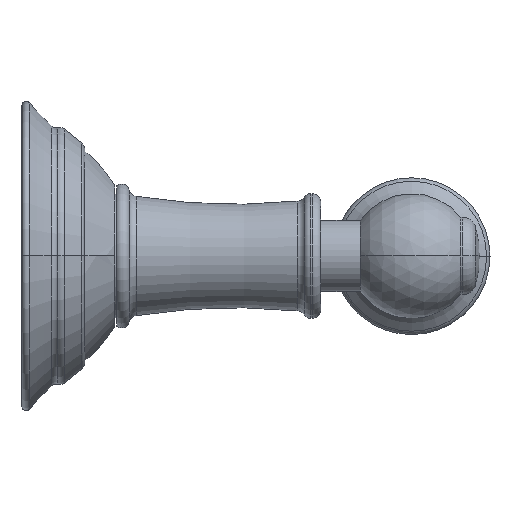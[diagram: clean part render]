
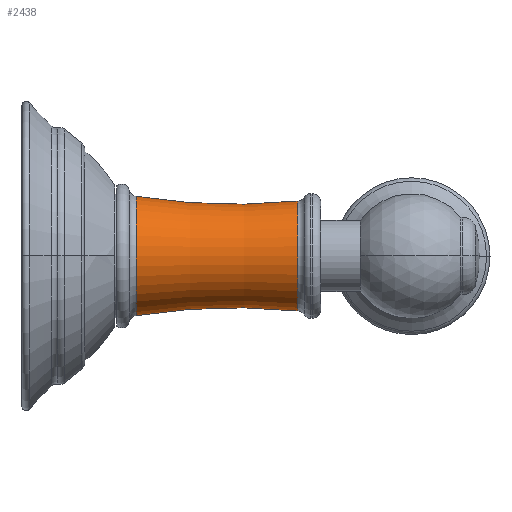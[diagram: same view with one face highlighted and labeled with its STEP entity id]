
A CAD part, top view. The second image highlights one B-rep face of the part: STEP entity #2438.
In plain terms, the highlighted toroidal (fillet/blend) face has major radius 122.729 mm and minor radius 113.259 mm.
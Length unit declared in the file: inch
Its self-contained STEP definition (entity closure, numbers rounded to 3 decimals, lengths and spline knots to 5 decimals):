
#894=CARTESIAN_POINT('',(1.53148,-4.83184,0.));
#895=DIRECTION('',(0.,0.,-1.));
#896=DIRECTION('',(-0.159,0.987,0.));
#897=AXIS2_PLACEMENT_3D('',#894,#895,#896);
#910=CARTESIAN_POINT('',(1.53148,4.83184,0.));
#911=DIRECTION('',(0.,0.,1.));
#912=DIRECTION('',(-0.159,-0.987,0.));
#913=AXIS2_PLACEMENT_3D('',#910,#911,#912);
#926=CARTESIAN_POINT('',(0.82141,0.,0.));
#927=DIRECTION('',(-1.,0.,0.));
#928=DIRECTION('',(0.,-1.,0.));
#929=AXIS2_PLACEMENT_3D('',#926,#927,#928);
#934=CARTESIAN_POINT('',(1.98795,0.,0.));
#935=DIRECTION('',(1.,0.,0.));
#936=DIRECTION('',(0.,1.,0.));
#937=AXIS2_PLACEMENT_3D('',#934,#935,#936);
#1444=CARTESIAN_POINT('',(0.82141,-0.42974,0.));
#1445=CARTESIAN_POINT('',(1.98795,-0.39626,0.));
#1446=VERTEX_POINT('',#1444);
#1447=VERTEX_POINT('',#1445);
#1448=CARTESIAN_POINT('',(0.82141,0.42974,0.));
#1449=CARTESIAN_POINT('',(1.98795,0.39626,0.));
#1450=VERTEX_POINT('',#1448);
#1451=VERTEX_POINT('',#1449);
#2425=CARTESIAN_POINT('',(1.53148,0.,0.));
#2426=DIRECTION('',(-1.,0.,0.));
#2427=DIRECTION('',(0.,1.,0.));
#2428=AXIS2_PLACEMENT_3D('',#2425,#2426,#2427);
#2429=TOROIDAL_SURFACE('',#2428,4.83184,4.459);
#2430=ORIENTED_EDGE('',*,*,#2408,.F.);
#2432=ORIENTED_EDGE('',*,*,#2431,.T.);
#2433=ORIENTED_EDGE('',*,*,#2411,.T.);
#2435=ORIENTED_EDGE('',*,*,#2434,.T.);
#2436=EDGE_LOOP('',(#2430,#2432,#2433,#2435));
#2437=FACE_OUTER_BOUND('',#2436,.F.);
#898=CIRCLE('',#897,4.459);
#914=CIRCLE('',#913,4.459);
#930=CIRCLE('',#929,0.42974);
#938=CIRCLE('',#937,0.39626);
#2408=EDGE_CURVE('',#1446,#1447,#898,.T.);
#2411=EDGE_CURVE('',#1450,#1451,#914,.T.);
#2431=EDGE_CURVE('',#1446,#1450,#930,.T.);
#2434=EDGE_CURVE('',#1451,#1447,#938,.T.);
#2438=ADVANCED_FACE('',(#2437),#2429,.F.);
